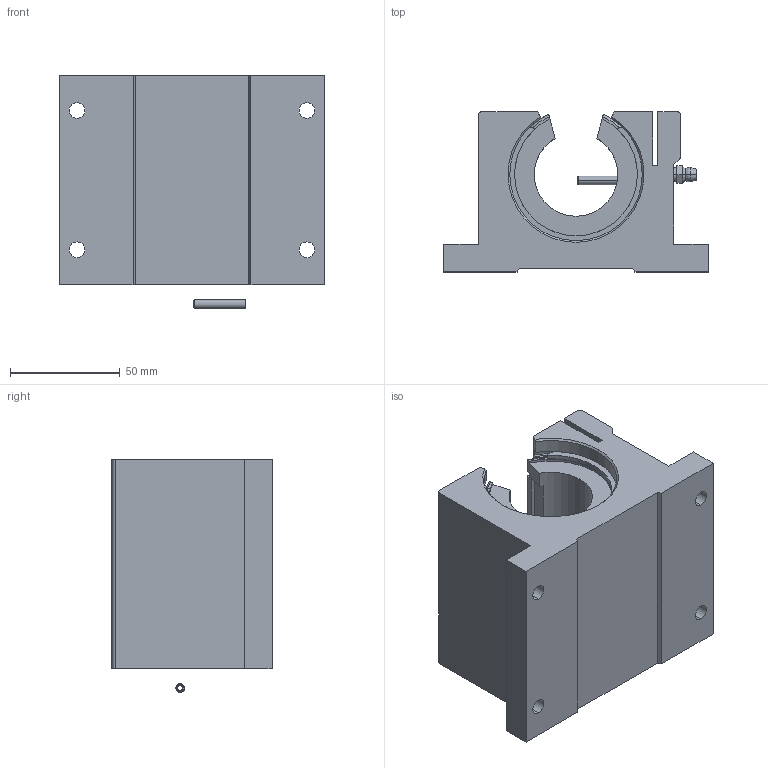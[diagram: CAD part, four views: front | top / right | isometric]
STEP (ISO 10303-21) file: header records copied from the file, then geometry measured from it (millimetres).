
FILE_DESCRIPTION (( 'STEP AP214' ), '1' );
FILE_NAME ('PillowBlock_02AD3132BF.step', '2024-06-24T18:11:27', ( '' ), ( '' ), 'SwSTEP 2.0', 'SolidWorks 2022', '' );
FILE_SCHEMA (( 'AUTOMOTIVE_DESIGN' ));
Length unit declared in the file: inch
Products named in the file (2): PillowBlock_02AD3132BF; h5IeYXBmfv_CADModel_0
Assembly tree (1 placements, depth 2):
  PillowBlock_02AD3132BF
    h5IeYXBmfv_CADModel_0
Bounding box: 120.65 x 73.03 x 106.12 mm (x, y, z)
Volume: 482503 mm3; surface area: 95117.3 mm2
Topology: 8 solids, 8 shells, 245 faces, 633 edges, 402 vertices
Faces by surface type: plane 98, cylinder 95, cone 42, torus 8, sphere 2
Entity records: 11098 total; most frequent: CARTESIAN_POINT 1657, DIRECTION 1342, ORIENTED_EDGE 1244, EDGE_CURVE 622, AXIS2_PLACEMENT_3D 510, VERTEX_POINT 399, VECTOR 322, LINE 322
